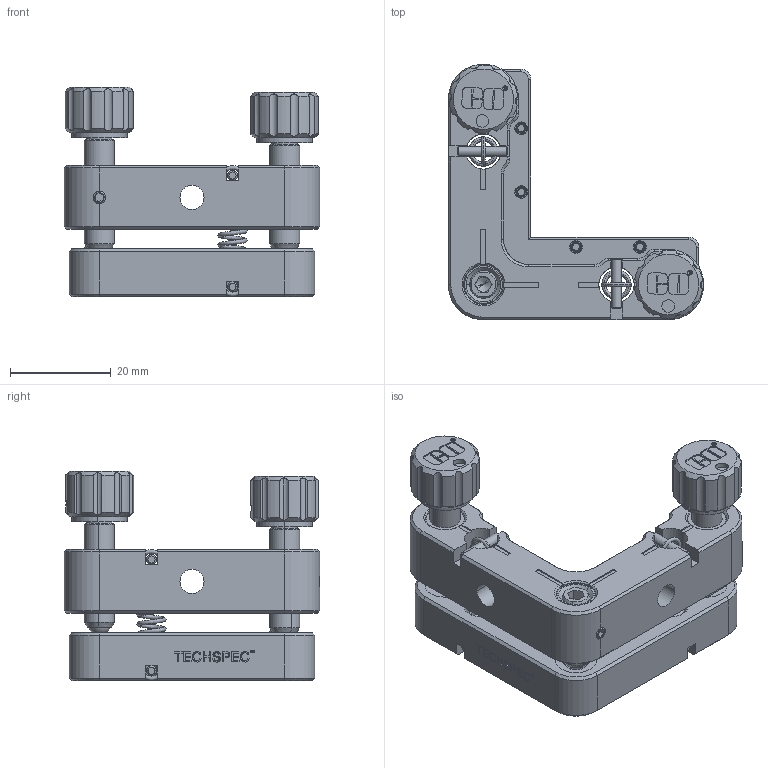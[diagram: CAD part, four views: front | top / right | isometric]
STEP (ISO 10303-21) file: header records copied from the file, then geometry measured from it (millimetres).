
FILE_DESCRIPTION (( 'STEP AP203' ), '1' );
FILE_NAME ('58874Rev000.STEP', '2008-10-14T22:23:50', ( ' ' ), ( ' ' ), 'SwSTEP 2.0', 'SolidWorks 2007', '' );
FILE_SCHEMA (( 'CONFIG_CONTROL_DESIGN' ));
Length unit declared in the file: millimetre
Products named in the file (1): 58874Rev000
Bounding box: 50.8 x 50.8 x 41.65 mm (x, y, z)
Volume: 24105.8 mm3; surface area: 18829 mm2
Topology: 35 solids, 35 shells, 1493 faces, 3678 edges, 2318 vertices
Faces by surface type: plane 733, cylinder 293, cone 240, bspline 213, torus 8, sphere 6
Entity records: 61070 total; most frequent: CARTESIAN_POINT 26840, ORIENTED_EDGE 7294, DIRECTION 6533, EDGE_CURVE 3647, VERTEX_POINT 2309, VECTOR 2213, LINE 2213, AXIS2_PLACEMENT_3D 2160
